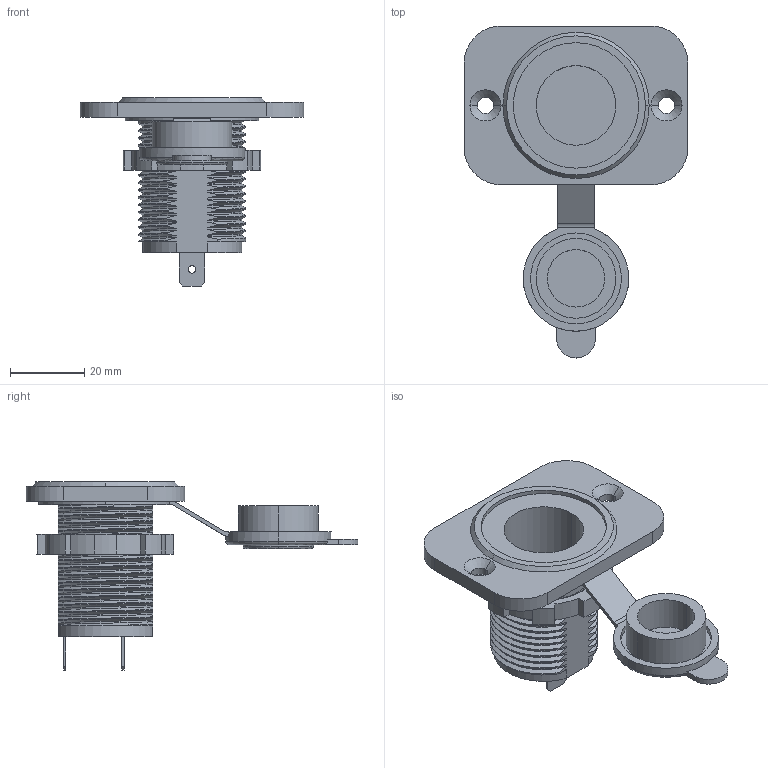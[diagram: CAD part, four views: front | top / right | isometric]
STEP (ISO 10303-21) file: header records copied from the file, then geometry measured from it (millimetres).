
FILE_DESCRIPTION (( 'STEP AP214' ), '1' );
FILE_NAME ('AS212.STEP', '2019-09-24T18:42:26', ( '' ), ( '' ), 'SwSTEP 2.0', 'SolidWorks 2017', '' );
FILE_SCHEMA (( 'AUTOMOTIVE_DESIGN' ));
Length unit declared in the file: millimetre
Products named in the file (1): AS212
Bounding box: 60.3 x 89.45 x 50.7 mm (x, y, z)
Volume: 29950.5 mm3; surface area: 18283.8 mm2
Topology: 5 solids, 5 shells, 303 faces, 840 edges, 553 vertices
Faces by surface type: cylinder 115, bspline 108, plane 69, cone 6, torus 5
Entity records: 82463 total; most frequent: CARTESIAN_POINT 75908, ORIENTED_EDGE 1676, DIRECTION 980, EDGE_CURVE 838, VERTEX_POINT 553, AXIS2_PLACEMENT_3D 343, EDGE_LOOP 323, FACE_OUTER_BOUND 303
